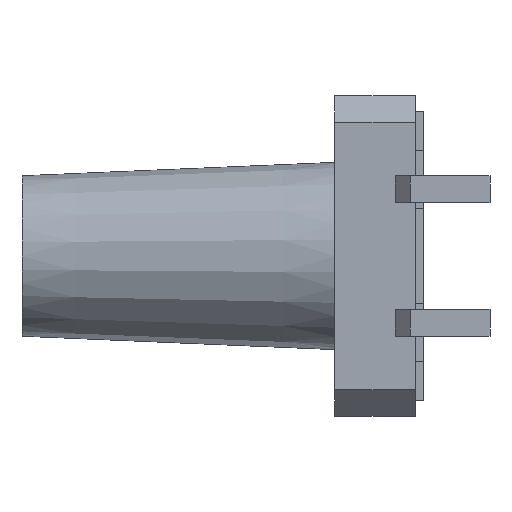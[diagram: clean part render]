
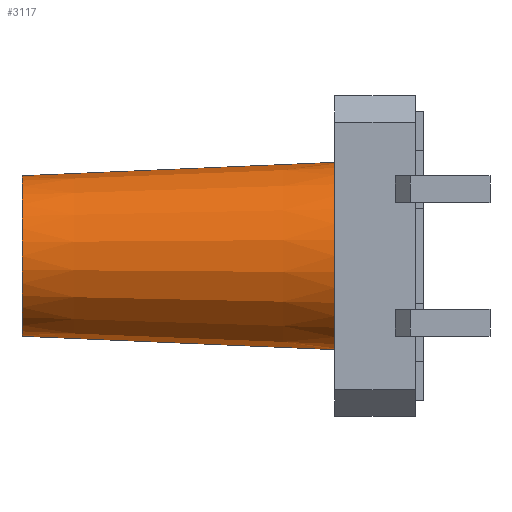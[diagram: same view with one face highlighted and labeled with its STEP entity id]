
A CAD part, left-side view. The second image highlights one B-rep face of the part: STEP entity #3117.
In plain terms, the highlighted conical face has half-angle 2.447 degrees and reference radius 3.5 mm.
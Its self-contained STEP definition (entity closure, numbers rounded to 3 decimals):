
#51 = FACE_OUTER_BOUND ( 'NONE', #5494, .T. ) ;
#92 = ORIENTED_EDGE ( 'NONE', *, *, #1022, .T. ) ;
#185 = VERTEX_POINT ( 'NONE', #3332 ) ;
#199 = VERTEX_POINT ( 'NONE', #5120 ) ;
#219 = ORIENTED_EDGE ( 'NONE', *, *, #1203, .F. ) ;
#302 = CARTESIAN_POINT ( 'NONE',  ( 0.638, 3., -0.921 ) ) ;
#505 = ORIENTED_EDGE ( 'NONE', *, *, #1198, .T. ) ;
#734 = EDGE_CURVE ( 'NONE', #2987, #199, #2654, .T. ) ;
#763 = DIRECTION ( 'NONE',  ( 0., 0., -1. ) ) ;
#921 = DIRECTION ( 'NONE',  ( 0., -0.999, -0.043 ) ) ;
#1022 = EDGE_CURVE ( 'NONE', #185, #2987, #5673, .T. ) ;
#1086 = DIRECTION ( 'NONE',  ( 0., -1., 0. ) ) ;
#1198 = EDGE_CURVE ( 'NONE', #199, #1325, #1944, .T. ) ;
#1203 = EDGE_CURVE ( 'NONE', #185, #1325, #4474, .T. ) ;
#1325 = VERTEX_POINT ( 'NONE', #3594 ) ;
#1587 = CARTESIAN_POINT ( 'NONE',  ( 0.638, 3., -0.921 ) ) ;
#1782 = VECTOR ( 'NONE', #4384, 1000. ) ;
#1916 = ORIENTED_EDGE ( 'NONE', *, *, #734, .T. ) ;
#1944 = CIRCLE ( 'NONE', #5112, 3.5 ) ;
#1996 = CARTESIAN_POINT ( 'NONE',  ( 0.638, 14.7, -3.921 ) ) ;
#2654 = LINE ( 'NONE', #5419, #4773 ) ;
#2987 = VERTEX_POINT ( 'NONE', #1996 ) ;
#3117 = ADVANCED_FACE ( 'NONE', ( #51 ), #4164, .T. ) ;
#3332 = CARTESIAN_POINT ( 'NONE',  ( 0.638, 14.7, 2.079 ) ) ;
#3473 = DIRECTION ( 'NONE',  ( 0., 1., 0. ) ) ;
#3594 = CARTESIAN_POINT ( 'NONE',  ( 0.638, 3., 2.579 ) ) ;
#3809 = CARTESIAN_POINT ( 'NONE',  ( 0.638, 14.7, -0.921 ) ) ;
#3885 = DIRECTION ( 'NONE',  ( 0., 0., -1. ) ) ;
#3927 = CARTESIAN_POINT ( 'NONE',  ( 0.638, 3., 2.579 ) ) ;
#4021 = AXIS2_PLACEMENT_3D ( 'NONE', #3809, #1086, #4273 ) ;
#4058 = AXIS2_PLACEMENT_3D ( 'NONE', #1587, #4324, #3885 ) ;
#4164 = CONICAL_SURFACE ( 'NONE', #4058, 3.5, 0.043 ) ;
#4273 = DIRECTION ( 'NONE',  ( 0., 0., -1. ) ) ;
#4324 = DIRECTION ( 'NONE',  ( 0., -1., 0. ) ) ;
#4384 = DIRECTION ( 'NONE',  ( 0., -0.999, 0.043 ) ) ;
#4474 = LINE ( 'NONE', #3927, #1782 ) ;
#4773 = VECTOR ( 'NONE', #921, 1000. ) ;
#5112 = AXIS2_PLACEMENT_3D ( 'NONE', #302, #3473, #763 ) ;
#5120 = CARTESIAN_POINT ( 'NONE',  ( 0.638, 3., -4.421 ) ) ;
#5419 = CARTESIAN_POINT ( 'NONE',  ( 0.638, 3., -4.421 ) ) ;
#5494 = EDGE_LOOP ( 'NONE', ( #219, #92, #1916, #505 ) ) ;
#5673 = CIRCLE ( 'NONE', #4021, 3. ) ;
